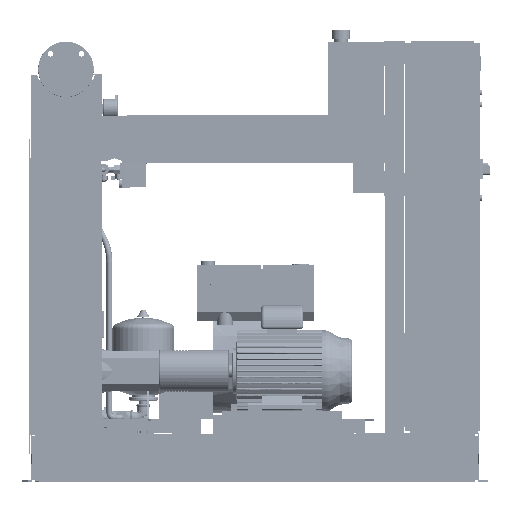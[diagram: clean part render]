
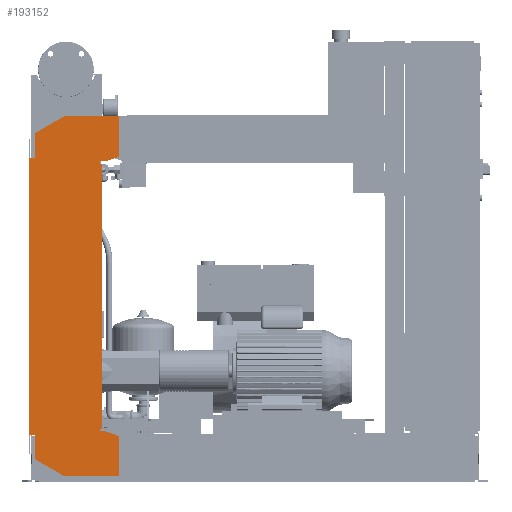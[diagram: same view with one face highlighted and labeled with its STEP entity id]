
A CAD part, front view. The second image highlights one B-rep face of the part: STEP entity #193152.
In plain terms, the highlighted free-form (B-spline) face has degree [1, 1] with [2, 2] control points.
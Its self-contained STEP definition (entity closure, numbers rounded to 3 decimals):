
#192637=CARTESIAN_POINT('',(-102.0,-565.5,1076.0));
#192638=VERTEX_POINT('',#192637);
#192645=CARTESIAN_POINT('',(-102.0,-565.5,1158.574));
#192646=VERTEX_POINT('',#192645);
#192647=CARTESIAN_POINT('',(-102.0,-565.5,1076.0));
#192648=DIRECTION('',(0.0,0.0,1.0));
#192649=VECTOR('',#192648,82.574);
#192650=LINE('',#192647,#192649);
#192651=EDGE_CURVE('',#192638,#192646,#192650,.T.);
#192669=CARTESIAN_POINT('',(-6.,-565.5,1214.0));
#192670=VERTEX_POINT('',#192669);
#192671=CARTESIAN_POINT('',(-102.0,-565.5,1158.574));
#192672=DIRECTION('',(0.866,0.0,0.5));
#192673=VECTOR('',#192672,110.851);
#192674=LINE('',#192671,#192673);
#192675=EDGE_CURVE('',#192646,#192670,#192674,.T.);
#192693=CARTESIAN_POINT('',(177.0,-565.5,1214.0));
#192694=VERTEX_POINT('',#192693);
#192695=CARTESIAN_POINT('',(-6.,-565.5,1214.0));
#192696=DIRECTION('',(1.0,0.0,0.0));
#192697=VECTOR('',#192696,183.0);
#192698=LINE('',#192695,#192697);
#192699=EDGE_CURVE('',#192670,#192694,#192698,.T.);
#192717=CARTESIAN_POINT('',(177.0,-565.5,1080.379));
#192718=VERTEX_POINT('',#192717);
#192719=CARTESIAN_POINT('',(177.0,-565.5,1214.0));
#192720=DIRECTION('',(0.0,0.0,-1.0));
#192721=VECTOR('',#192720,133.621);
#192722=LINE('',#192719,#192721);
#192723=EDGE_CURVE('',#192694,#192718,#192722,.T.);
#192741=CARTESIAN_POINT('',(132.,-565.5,1064.0));
#192742=VERTEX_POINT('',#192741);
#192743=CARTESIAN_POINT('',(177.0,-565.5,1080.379));
#192744=DIRECTION('',(-0.94,0.0,-0.342));
#192745=VECTOR('',#192744,47.888);
#192746=LINE('',#192743,#192745);
#192747=EDGE_CURVE('',#192718,#192742,#192746,.T.);
#192765=CARTESIAN_POINT('',(112.0,-565.5,1064.0));
#192766=VERTEX_POINT('',#192765);
#192767=CARTESIAN_POINT('',(132.,-565.5,1064.0));
#192768=DIRECTION('',(-1.0,0.0,0.0));
#192769=VECTOR('',#192768,20.);
#192770=LINE('',#192767,#192769);
#192771=EDGE_CURVE('',#192742,#192766,#192770,.T.);
#192789=CARTESIAN_POINT('',(112.0,-565.5,1056.0));
#192790=VERTEX_POINT('',#192789);
#192791=CARTESIAN_POINT('',(112.0,-565.5,1064.0));
#192792=DIRECTION('',(0.0,0.0,-1.0));
#192793=VECTOR('',#192792,8.0);
#192794=LINE('',#192791,#192793);
#192795=EDGE_CURVE('',#192766,#192790,#192794,.T.);
#192813=CARTESIAN_POINT('',(120.,-565.5,1056.0));
#192814=VERTEX_POINT('',#192813);
#192815=CARTESIAN_POINT('',(112.0,-565.5,1056.0));
#192816=DIRECTION('',(1.0,0.0,0.0));
#192817=VECTOR('',#192816,8.);
#192818=LINE('',#192815,#192817);
#192819=EDGE_CURVE('',#192790,#192814,#192818,.T.);
#192837=CARTESIAN_POINT('',(120.,-565.5,176.));
#192838=VERTEX_POINT('',#192837);
#192849=CARTESIAN_POINT('',(120.,-565.5,1056.0));
#192850=DIRECTION('',(0.0,0.0,-1.0));
#192851=VECTOR('',#192850,880.);
#192852=LINE('',#192849,#192851);
#192853=EDGE_CURVE('',#192814,#192838,#192852,.T.);
#192867=CARTESIAN_POINT('',(112.,-565.5,176.));
#192868=VERTEX_POINT('',#192867);
#192869=CARTESIAN_POINT('',(120.,-565.5,176.));
#192870=DIRECTION('',(-1.0,0.0,0.0));
#192871=VECTOR('',#192870,8.);
#192872=LINE('',#192869,#192871);
#192873=EDGE_CURVE('',#192838,#192868,#192872,.T.);
#192891=CARTESIAN_POINT('',(112.,-565.5,168.));
#192892=VERTEX_POINT('',#192891);
#192893=CARTESIAN_POINT('',(112.,-565.5,176.));
#192894=DIRECTION('',(0.0,0.0,-1.0));
#192895=VECTOR('',#192894,8.0);
#192896=LINE('',#192893,#192895);
#192897=EDGE_CURVE('',#192868,#192892,#192896,.T.);
#192915=CARTESIAN_POINT('',(132.,-565.5,168.));
#192916=VERTEX_POINT('',#192915);
#192917=CARTESIAN_POINT('',(112.,-565.5,168.));
#192918=DIRECTION('',(1.0,0.0,0.0));
#192919=VECTOR('',#192918,20.0);
#192920=LINE('',#192917,#192919);
#192921=EDGE_CURVE('',#192892,#192916,#192920,.T.);
#192939=CARTESIAN_POINT('',(177.,-565.5,151.621));
#192940=VERTEX_POINT('',#192939);
#192941=CARTESIAN_POINT('',(132.,-565.5,168.));
#192942=DIRECTION('',(0.94,0.0,-0.342));
#192943=VECTOR('',#192942,47.888);
#192944=LINE('',#192941,#192943);
#192945=EDGE_CURVE('',#192916,#192940,#192944,.T.);
#192963=CARTESIAN_POINT('',(177.,-565.5,18.0));
#192964=VERTEX_POINT('',#192963);
#192965=CARTESIAN_POINT('',(177.,-565.5,151.621));
#192966=DIRECTION('',(0.0,0.0,-1.0));
#192967=VECTOR('',#192966,133.621);
#192968=LINE('',#192965,#192967);
#192969=EDGE_CURVE('',#192940,#192964,#192968,.T.);
#192987=CARTESIAN_POINT('',(-4.,-565.5,18.0));
#192988=VERTEX_POINT('',#192987);
#192989=CARTESIAN_POINT('',(177.,-565.5,18.0));
#192990=DIRECTION('',(-1.0,0.0,0.0));
#192991=VECTOR('',#192990,181.);
#192992=LINE('',#192989,#192991);
#192993=EDGE_CURVE('',#192964,#192988,#192992,.T.);
#193011=CARTESIAN_POINT('',(-102.,-565.5,74.58));
#193012=VERTEX_POINT('',#193011);
#193013=CARTESIAN_POINT('',(-4.,-565.5,18.0));
#193014=DIRECTION('',(-0.866,0.0,0.5));
#193015=VECTOR('',#193014,113.161);
#193016=LINE('',#193013,#193015);
#193017=EDGE_CURVE('',#192988,#193012,#193016,.T.);
#193035=CARTESIAN_POINT('',(-102.,-565.5,156.0));
#193036=VERTEX_POINT('',#193035);
#193037=CARTESIAN_POINT('',(-102.,-565.5,74.58));
#193038=DIRECTION('',(0.0,0.0,1.0));
#193039=VECTOR('',#193038,81.42);
#193040=LINE('',#193037,#193039);
#193041=EDGE_CURVE('',#193012,#193036,#193040,.T.);
#193059=CARTESIAN_POINT('',(-122.,-565.5,156.0));
#193060=VERTEX_POINT('',#193059);
#193061=CARTESIAN_POINT('',(-102.,-565.5,156.0));
#193062=DIRECTION('',(-1.0,0.0,0.0));
#193063=VECTOR('',#193062,20.0);
#193064=LINE('',#193061,#193063);
#193065=EDGE_CURVE('',#193036,#193060,#193064,.T.);
#193083=CARTESIAN_POINT('',(-122.0,-565.5,1076.0));
#193084=VERTEX_POINT('',#193083);
#193097=CARTESIAN_POINT('',(-122.,-565.5,156.0));
#193098=DIRECTION('',(0.0,0.0,1.0));
#193099=VECTOR('',#193098,920.0);
#193100=LINE('',#193097,#193099);
#193101=EDGE_CURVE('',#193060,#193084,#193100,.T.);
#193115=CARTESIAN_POINT('',(-122.0,-565.5,1076.0));
#193116=DIRECTION('',(1.0,0.0,0.0));
#193117=VECTOR('',#193116,20.0);
#193118=LINE('',#193115,#193117);
#193119=EDGE_CURVE('',#193084,#192638,#193118,.T.);
#193125=CARTESIAN_POINT('',(-122.,-565.5,18.0));
#193126=CARTESIAN_POINT('',(177.0,-565.5,18.0));
#193127=CARTESIAN_POINT('',(-122.,-565.5,1214.0));
#193128=CARTESIAN_POINT('',(177.0,-565.5,1214.0));
#193129=B_SPLINE_SURFACE_WITH_KNOTS('',1,1,((#193125,#193127),(#193126,#193128)),.UNSPECIFIED.,.F.,.F.,.U.,(2,2),(2,2),(0.0,299.),(0.0,1196.0),.UNSPECIFIED.);
#193130=ORIENTED_EDGE('',*,*,#193119,.F.);
#193131=ORIENTED_EDGE('',*,*,#193101,.F.);
#193132=ORIENTED_EDGE('',*,*,#193065,.F.);
#193133=ORIENTED_EDGE('',*,*,#193041,.F.);
#193134=ORIENTED_EDGE('',*,*,#193017,.F.);
#193135=ORIENTED_EDGE('',*,*,#192993,.F.);
#193136=ORIENTED_EDGE('',*,*,#192969,.F.);
#193137=ORIENTED_EDGE('',*,*,#192945,.F.);
#193138=ORIENTED_EDGE('',*,*,#192921,.F.);
#193139=ORIENTED_EDGE('',*,*,#192897,.F.);
#193140=ORIENTED_EDGE('',*,*,#192873,.F.);
#193141=ORIENTED_EDGE('',*,*,#192853,.F.);
#193142=ORIENTED_EDGE('',*,*,#192819,.F.);
#193143=ORIENTED_EDGE('',*,*,#192795,.F.);
#193144=ORIENTED_EDGE('',*,*,#192771,.F.);
#193145=ORIENTED_EDGE('',*,*,#192747,.F.);
#193146=ORIENTED_EDGE('',*,*,#192723,.F.);
#193147=ORIENTED_EDGE('',*,*,#192699,.F.);
#193148=ORIENTED_EDGE('',*,*,#192675,.F.);
#193149=ORIENTED_EDGE('',*,*,#192651,.F.);
#193150=EDGE_LOOP('',(#193130,#193131,#193132,#193133,#193134,#193135,#193136,#193137,#193138,#193139,#193140,#193141,#193142,#193143,#193144,#193145,#193146,#193147,#193148,#193149));
#193151=FACE_OUTER_BOUND('',#193150,.T.);
#193152=ADVANCED_FACE('',(#193151),#193129,.T.);
